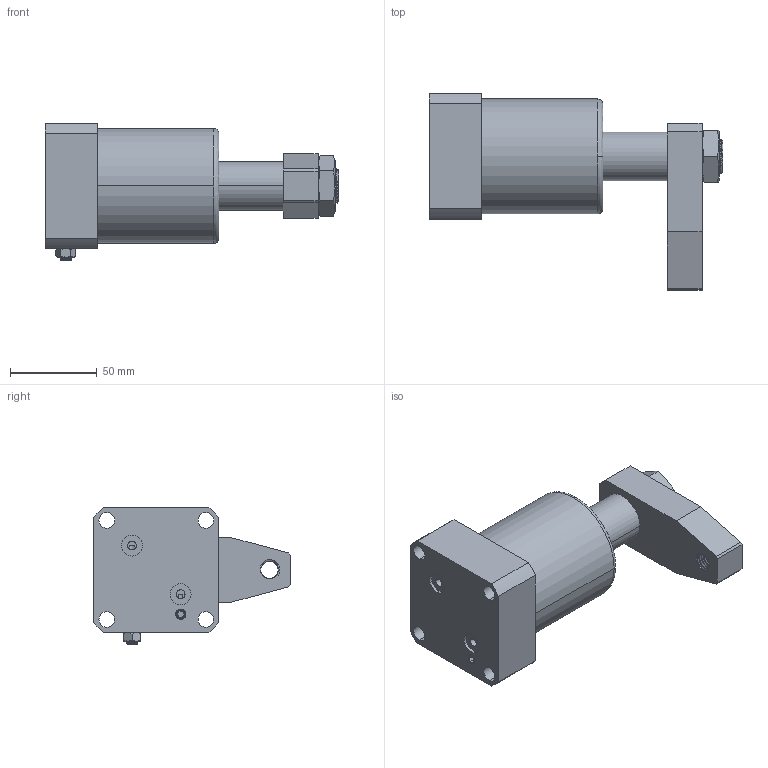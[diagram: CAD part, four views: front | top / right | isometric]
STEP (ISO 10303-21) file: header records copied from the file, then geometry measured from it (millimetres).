
FILE_DESCRIPTION (( 'STEP AP203' ), '1' );
FILE_NAME ('chs-mf50s_asm.STEP', '2019-04-24T12:18:47', ( '' ), ( '' ), 'SwSTEP 2.0', 'SolidWorks 2017', '' );
FILE_SCHEMA (( 'CONFIG_CONTROL_DESIGN' ));
Length unit declared in the file: millimetre
Products named in the file (11): PRT0003; M20LM_4; CHS-MF50BT; CHS-50SYB_4; M6_1; M6LM; PRT0002; CHS-50SHSG_4; PRT0006; PRT0001; chs-mf50s_asm
Assembly tree (11 placements, depth 2):
  chs-mf50s_asm
    CHS-MF50BT
    CHS-50SHSG_4
    M6_1  x2
    PRT0002
    M6LM
    PRT0003
    PRT0001
    PRT0006
    CHS-50SYB_4
    M20LM_4
Bounding box: 169 x 113 x 79 mm (x, y, z)
Volume: 427994.5 mm3; surface area: 85207.2 mm2
Topology: 11 solids, 11 shells, 446 faces, 1399 edges, 996 vertices
Faces by surface type: cylinder 237, plane 102, bspline 74, cone 32, torus 1
Entity records: 45569 total; most frequent: CARTESIAN_POINT 34187, ORIENTED_EDGE 2604, DIRECTION 1440, EDGE_CURVE 1302, VERTEX_POINT 933, B_SPLINE_CURVE_WITH_KNOTS 737, AXIS2_PLACEMENT_3D 545, EDGE_LOOP 463
